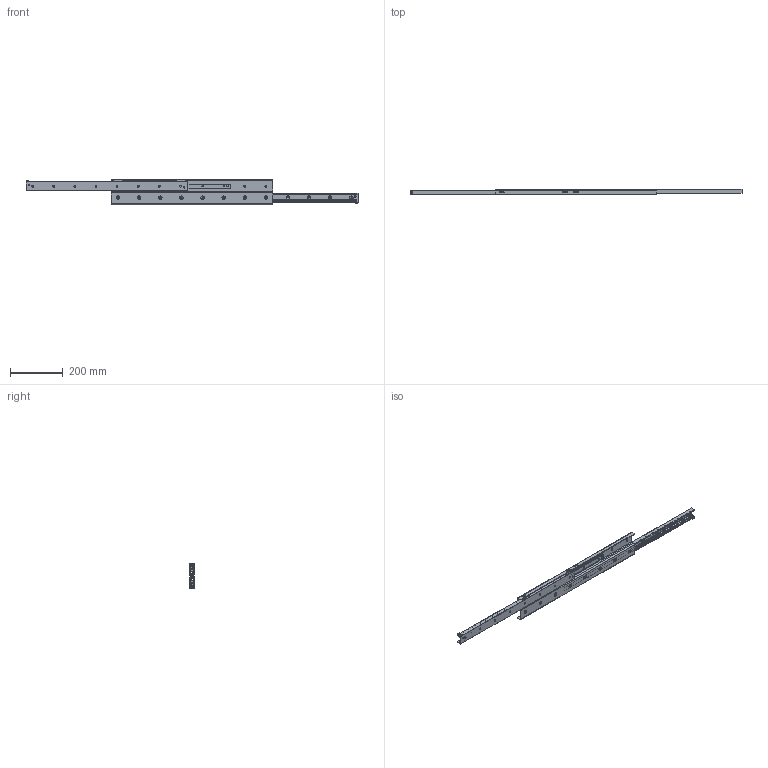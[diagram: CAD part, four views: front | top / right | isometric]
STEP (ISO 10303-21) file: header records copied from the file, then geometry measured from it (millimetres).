
FILE_DESCRIPTION((''),'2;1');
FILE_NAME('LCAS 35.E-0610.stp','2014-11-24T12:15:02',('MRathmann'),(''),'Autodesk Inventor 2012','Autodesk Inventor 2012','');
FILE_SCHEMA(('CONFIG_CONTROL_DESIGN'));
Length unit declared in the file: millimetre
Products named in the file (9): LCAS 35.E-0610-step; ZP 35-0610.S; LCN 35-0610; LLMG 35-0450; # KF.LCA 35-0284.GZ.Dammi; + AS.L 35 5x3,2; + VKB.L 35 5x10; + AP.L 35; + SP.L 35-block
Assembly tree (23 placements, depth 2):
  LCAS 35.E-0610-step
    ZP 35-0610.S
    LCN 35-0610  x2
    LLMG 35-0450  x2
    # KF.LCA 35-0284.GZ.Dammi  x2
    + AS.L 35 5x3,2  x4
    + VKB.L 35 5x10  x4
    + AP.L 35  x4
    + SP.L 35-block  x4
Bounding box: 1257 x 22.6 x 97 mm (x, y, z)
Volume: 664387.1 mm3; surface area: 434828.3 mm2
Topology: 23 solids, 23 shells, 548 faces, 1362 edges, 856 vertices
Faces by surface type: plane 260, cylinder 196, cone 92
Full cylindrical faces by diameter (mm): 2.459 x3, 3 x20, 3.242 x7, 4 x8, 4.2 x4, 4.5 x4, 4.8 x4, 4.917 x12, 5 x12, 6 x4, 6.6 x16, 7.5 x16
Entity records: 8387 total; most frequent: CARTESIAN_POINT 1476, DIRECTION 1452, ORIENTED_EDGE 1156, EDGE_CURVE 578, AXIS2_PLACEMENT_3D 576, EDGE_LOOP 502, VERTEX_POINT 422, VECTOR 300
